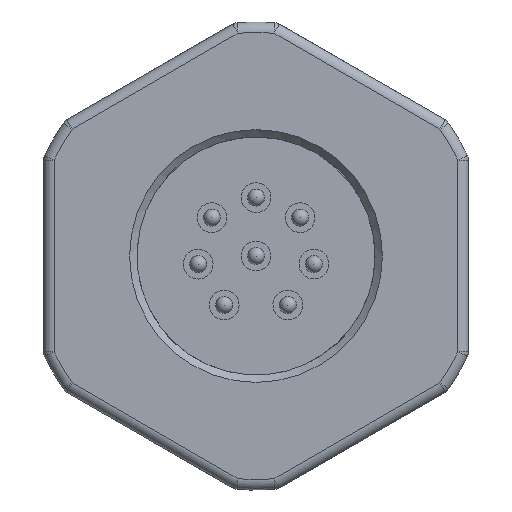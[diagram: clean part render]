
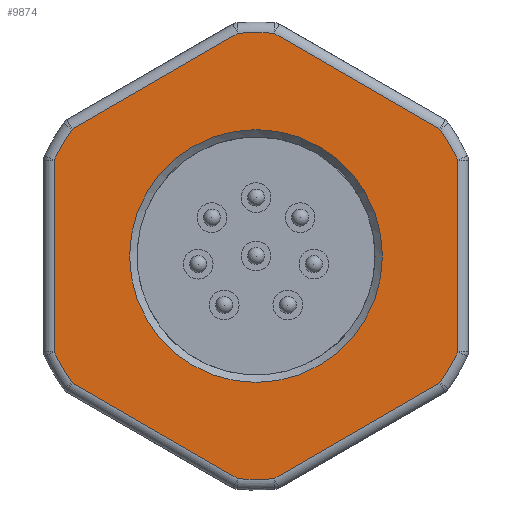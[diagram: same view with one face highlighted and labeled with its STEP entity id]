
A CAD part, left-side view. The second image highlights one B-rep face of the part: STEP entity #9874.
In plain terms, the highlighted face is planar.
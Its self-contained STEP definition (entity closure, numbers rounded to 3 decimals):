
#310=PLANE('',#10720);
#937=LINE('',#18291,#1788);
#945=LINE('',#18326,#1796);
#951=LINE('',#18348,#1802);
#964=LINE('',#18435,#1815);
#970=LINE('',#18463,#1821);
#975=LINE('',#18489,#1826);
#1788=VECTOR('',#12032,1000.);
#1796=VECTOR('',#12080,1000.);
#1802=VECTOR('',#12114,1000.);
#1815=VECTOR('',#12235,1000.);
#1821=VECTOR('',#12273,1000.);
#1826=VECTOR('',#12310,1000.);
#3690=ORIENTED_EDGE('',*,*,#5558,.F.);
#3691=ORIENTED_EDGE('',*,*,#5905,.F.);
#3692=ORIENTED_EDGE('',*,*,#5898,.T.);
#3693=ORIENTED_EDGE('',*,*,#5891,.F.);
#3694=ORIENTED_EDGE('',*,*,#5884,.F.);
#3695=ORIENTED_EDGE('',*,*,#5877,.F.);
#3696=ORIENTED_EDGE('',*,*,#5810,.F.);
#3697=ORIENTED_EDGE('',*,*,#5796,.F.);
#3698=ORIENTED_EDGE('',*,*,#5828,.T.);
#3699=ORIENTED_EDGE('',*,*,#5788,.F.);
#3700=ORIENTED_EDGE('',*,*,#5840,.F.);
#3701=ORIENTED_EDGE('',*,*,#5777,.F.);
#3702=ORIENTED_EDGE('',*,*,#5911,.F.);
#5558=EDGE_CURVE('',#6906,#6906,#7790,.T.);
#5777=EDGE_CURVE('',#7051,#7058,#7808,.T.);
#5788=EDGE_CURVE('',#7066,#7067,#7817,.T.);
#5796=EDGE_CURVE('',#7073,#7071,#7825,.T.);
#5810=EDGE_CURVE('',#7071,#7082,#937,.T.);
#5828=EDGE_CURVE('',#7073,#7067,#945,.T.);
#5840=EDGE_CURVE('',#7058,#7066,#951,.T.);
#5877=EDGE_CURVE('',#7082,#7109,#7878,.T.);
#5884=EDGE_CURVE('',#7109,#7112,#964,.T.);
#5891=EDGE_CURVE('',#7112,#7115,#7886,.T.);
#5898=EDGE_CURVE('',#7118,#7115,#970,.T.);
#5905=EDGE_CURVE('',#7118,#7121,#7894,.T.);
#5911=EDGE_CURVE('',#7121,#7051,#975,.T.);
#6906=VERTEX_POINT('',#14428);
#7051=VERTEX_POINT('',#18203);
#7058=VERTEX_POINT('',#18222);
#7066=VERTEX_POINT('',#18244);
#7067=VERTEX_POINT('',#18246);
#7071=VERTEX_POINT('',#18257);
#7073=VERTEX_POINT('',#18261);
#7082=VERTEX_POINT('',#18288);
#7109=VERTEX_POINT('',#18422);
#7112=VERTEX_POINT('',#18436);
#7115=VERTEX_POINT('',#18450);
#7118=VERTEX_POINT('',#18464);
#7121=VERTEX_POINT('',#18478);
#7790=CIRCLE('',#10515,5.95);
#7808=CIRCLE('',#10561,10.5);
#7817=CIRCLE('',#10574,10.5);
#7825=CIRCLE('',#10584,10.5);
#7878=CIRCLE('',#10680,10.5);
#7886=CIRCLE('',#10696,10.5);
#7894=CIRCLE('',#10712,10.5);
#8384=EDGE_LOOP('',(#3690));
#8385=EDGE_LOOP('',(#3691,#3692,#3693,#3694,#3695,#3696,#3697,#3698,#3699,
#3700,#3701,#3702));
#9109=FACE_BOUND('',#8384,.T.);
#9110=FACE_BOUND('',#8385,.T.);
#9874=ADVANCED_FACE('',(#9109,#9110),#310,.F.);
#10515=AXIS2_PLACEMENT_3D('',#14427,#11820,#11821);
#10561=AXIS2_PLACEMENT_3D('',#18221,#11948,#11949);
#10574=AXIS2_PLACEMENT_3D('',#18245,#11976,#11977);
#10584=AXIS2_PLACEMENT_3D('',#18262,#11996,#11997);
#10680=AXIS2_PLACEMENT_3D('',#18421,#12216,#12217);
#10696=AXIS2_PLACEMENT_3D('',#18449,#12254,#12255);
#10712=AXIS2_PLACEMENT_3D('',#18477,#12292,#12293);
#10720=AXIS2_PLACEMENT_3D('',#18490,#12311,#12312);
#11820=DIRECTION('',(0.,0.,-1.));
#11821=DIRECTION('',(1.,0.,0.));
#11948=DIRECTION('',(0.,0.,1.));
#11949=DIRECTION('',(-0.997,0.081,0.));
#11976=DIRECTION('',(0.,0.,1.));
#11977=DIRECTION('',(-0.568,-0.823,0.));
#11996=DIRECTION('',(0.,0.,1.));
#11997=DIRECTION('',(0.429,-0.904,0.));
#12032=DIRECTION('',(0.5,0.866,0.));
#12080=DIRECTION('',(-1.,0.,0.));
#12114=DIRECTION('',(0.5,-0.866,0.));
#12216=DIRECTION('',(0.,0.,1.));
#12217=DIRECTION('',(0.997,-0.081,0.));
#12235=DIRECTION('',(-0.5,0.866,0.));
#12254=DIRECTION('',(0.,0.,1.));
#12255=DIRECTION('',(0.568,0.823,0.));
#12273=DIRECTION('',(1.,0.,0.));
#12292=DIRECTION('',(0.,0.,1.));
#12293=DIRECTION('',(-0.429,0.904,0.));
#12310=DIRECTION('',(-0.5,-0.866,0.));
#12311=DIRECTION('',(0.,0.,1.));
#12312=DIRECTION('',(0.,1.,0.));
#14427=CARTESIAN_POINT('',(0.,0.,-5.));
#14428=CARTESIAN_POINT('',(5.95,0.,-5.));
#18203=CARTESIAN_POINT('',(-10.481,0.846,-5.));
#18221=CARTESIAN_POINT('',(-0.015,0.,-5.));
#18222=CARTESIAN_POINT('',(-10.481,-0.846,-5.));
#18244=CARTESIAN_POINT('',(-5.973,-8.654,-5.));
#18245=CARTESIAN_POINT('',(-0.008,-0.013,-5.));
#18246=CARTESIAN_POINT('',(-4.508,-9.5,-5.));
#18257=CARTESIAN_POINT('',(5.973,-8.654,-5.));
#18261=CARTESIAN_POINT('',(4.508,-9.5,-5.));
#18262=CARTESIAN_POINT('',(0.008,-0.013,-5.));
#18288=CARTESIAN_POINT('',(10.481,-0.846,-5.));
#18291=CARTESIAN_POINT('',(5.973,-8.654,-5.));
#18326=CARTESIAN_POINT('',(4.508,-9.5,-5.));
#18348=CARTESIAN_POINT('',(-10.481,-0.846,-5.));
#18421=CARTESIAN_POINT('',(0.015,0.,-5.));
#18422=CARTESIAN_POINT('',(10.481,0.846,-5.));
#18435=CARTESIAN_POINT('',(10.481,0.846,-5.));
#18436=CARTESIAN_POINT('',(5.973,8.654,-5.));
#18449=CARTESIAN_POINT('',(0.008,0.013,-5.));
#18450=CARTESIAN_POINT('',(4.508,9.5,-5.));
#18463=CARTESIAN_POINT('',(-4.508,9.5,-5.));
#18464=CARTESIAN_POINT('',(-4.508,9.5,-5.));
#18477=CARTESIAN_POINT('',(-0.008,0.013,-5.));
#18478=CARTESIAN_POINT('',(-5.973,8.654,-5.));
#18489=CARTESIAN_POINT('',(-5.973,8.654,-5.));
#18490=CARTESIAN_POINT('',(0.,0.,-5.));
